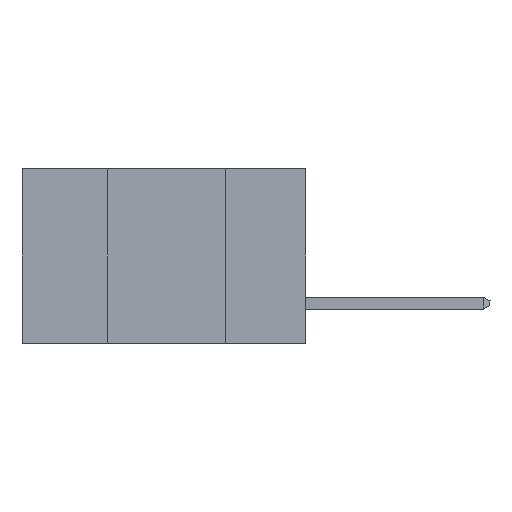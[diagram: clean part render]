
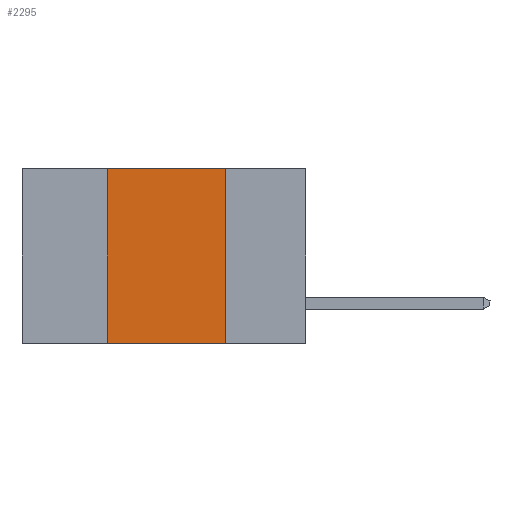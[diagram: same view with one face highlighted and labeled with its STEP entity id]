
A CAD part, left-side view. The second image highlights one B-rep face of the part: STEP entity #2295.
In plain terms, the highlighted planar face has unit normal (-1, 0, 0).
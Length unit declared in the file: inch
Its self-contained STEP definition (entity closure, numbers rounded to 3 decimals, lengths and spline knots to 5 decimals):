
#1010 = EDGE_CURVE ( 'NONE', #3573, #11464, #3788, .T. ) ;
#1394 = DIRECTION ( 'NONE',  ( 0., 0., -1. ) ) ;
#2060 = VERTEX_POINT ( 'NONE', #8364 ) ;
#2181 = LINE ( 'NONE', #12067, #12328 ) ;
#2217 = VECTOR ( 'NONE', #9387, 39.37008 ) ;
#2260 = VERTEX_POINT ( 'NONE', #5950 ) ;
#2295 = ADVANCED_FACE ( 'NONE', ( #5010 ), #9273, .F. ) ;
#2430 = CARTESIAN_POINT ( 'NONE',  ( 0., 0.42, 0. ) ) ;
#2840 = EDGE_CURVE ( 'NONE', #2260, #2060, #11669, .T. ) ;
#2870 = EDGE_CURVE ( 'NONE', #11464, #2260, #4686, .T. ) ;
#3370 = ORIENTED_EDGE ( 'NONE', *, *, #9069, .T. ) ;
#3573 = VERTEX_POINT ( 'NONE', #4460 ) ;
#3788 = LINE ( 'NONE', #2430, #2217 ) ;
#4460 = CARTESIAN_POINT ( 'NONE',  ( 0., 0.42, -0.37 ) ) ;
#4686 = LINE ( 'NONE', #11261, #4987 ) ;
#4987 = VECTOR ( 'NONE', #9305, 39.37008 ) ;
#5010 = FACE_OUTER_BOUND ( 'NONE', #10378, .T. ) ;
#5236 = CARTESIAN_POINT ( 'NONE',  ( 0., 0.17, 0. ) ) ;
#5298 = CARTESIAN_POINT ( 'NONE',  ( 0., 0.6, 0. ) ) ;
#5376 = DIRECTION ( 'NONE',  ( 1., 0., 0. ) ) ;
#5950 = CARTESIAN_POINT ( 'NONE',  ( 0., 0.17, 0. ) ) ;
#6142 = ORIENTED_EDGE ( 'NONE', *, *, #2870, .F. ) ;
#7115 = DIRECTION ( 'NONE',  ( 0., -1., 0. ) ) ;
#7361 = DIRECTION ( 'NONE',  ( 0., 0., -1. ) ) ;
#8364 = CARTESIAN_POINT ( 'NONE',  ( 0., 0.17, -0.37 ) ) ;
#9069 = EDGE_CURVE ( 'NONE', #3573, #2060, #2181, .T. ) ;
#9273 = PLANE ( 'NONE',  #12016 ) ;
#9305 = DIRECTION ( 'NONE',  ( 0., -1., 0. ) ) ;
#9387 = DIRECTION ( 'NONE',  ( 0., 0., 1. ) ) ;
#10378 = EDGE_LOOP ( 'NONE', ( #12152, #6142, #12213, #3370 ) ) ;
#11000 = CARTESIAN_POINT ( 'NONE',  ( 0., 0.42, 0. ) ) ;
#11261 = CARTESIAN_POINT ( 'NONE',  ( 0., 0.6, 0. ) ) ;
#11464 = VERTEX_POINT ( 'NONE', #11000 ) ;
#11523 = VECTOR ( 'NONE', #1394, 39.37008 ) ;
#11669 = LINE ( 'NONE', #5236, #11523 ) ;
#12016 = AXIS2_PLACEMENT_3D ( 'NONE', #5298, #5376, #7361 ) ;
#12067 = CARTESIAN_POINT ( 'NONE',  ( 0., 0.6, -0.37 ) ) ;
#12152 = ORIENTED_EDGE ( 'NONE', *, *, #2840, .F. ) ;
#12213 = ORIENTED_EDGE ( 'NONE', *, *, #1010, .F. ) ;
#12328 = VECTOR ( 'NONE', #7115, 39.37008 ) ;
